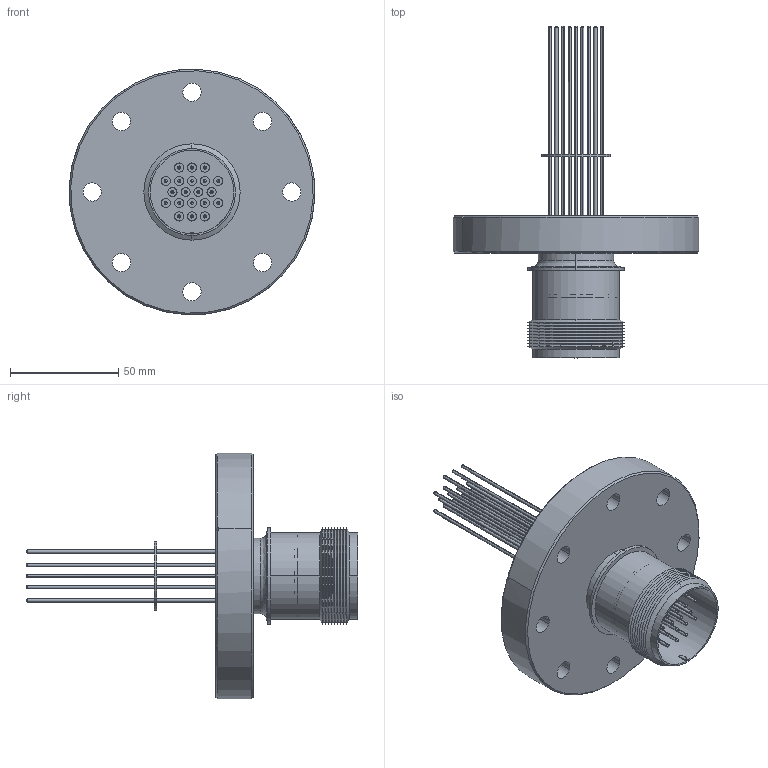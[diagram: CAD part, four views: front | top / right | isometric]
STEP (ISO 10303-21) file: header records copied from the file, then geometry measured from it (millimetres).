
FILE_DESCRIPTION (( 'STEP AP203' ), '1' );
FILE_NAME ('A0208-4-CF.STEP', '2013-03-13T14:57:37', ( '' ), ( '' ), 'SwSTEP 2.0', 'SolidWorks 2012', '' );
FILE_SCHEMA (( 'CONFIG_CONTROL_DESIGN' ));
Length unit declared in the file: inch
Products named in the file (1): A0208-4-CF
Bounding box: 113.48 x 153.29 x 113.43 mm (x, y, z)
Volume: 164155.7 mm3; surface area: 67516.1 mm2
Topology: 1 solids, 1 shells, 586 faces, 1375 edges, 900 vertices
Faces by surface type: cylinder 288, plane 132, bspline 124, cone 42
Entity records: 18775 total; most frequent: CARTESIAN_POINT 5124, DIRECTION 3033, ORIENTED_EDGE 2750, EDGE_CURVE 1375, AXIS2_PLACEMENT_3D 1329, VERTEX_POINT 900, CIRCLE 866, EDGE_LOOP 753
